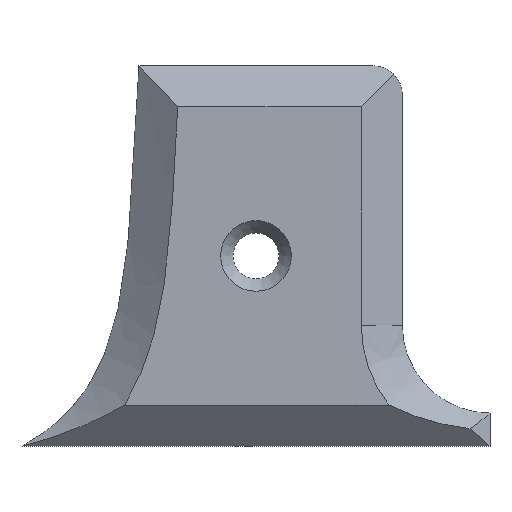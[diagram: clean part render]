
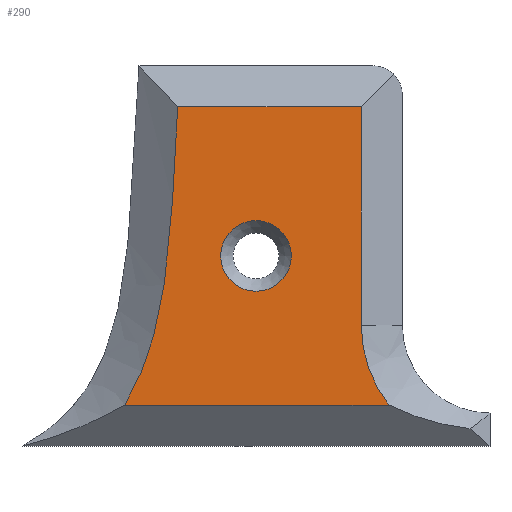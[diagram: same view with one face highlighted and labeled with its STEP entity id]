
A CAD part, top view. The second image highlights one B-rep face of the part: STEP entity #290.
In plain terms, the highlighted planar face has unit normal (0, 0, 1).
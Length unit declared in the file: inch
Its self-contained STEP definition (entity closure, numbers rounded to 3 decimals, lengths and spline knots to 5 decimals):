
#20=B_SPLINE_CURVE_WITH_KNOTS('',3,(#468,#469,#470,#471,#472,#473,#474,
#475),.UNSPECIFIED.,.F.,.F.,(4,1,1,1,1,4),(0.27209,0.28571,
0.42857,0.57143,0.71429,0.93491),
 .UNSPECIFIED.);
#25=FACE_BOUND('',#65,.T.);
#29=PLANE('',#328);
#45=FACE_OUTER_BOUND('',#64,.T.);
#64=EDGE_LOOP('',(#221,#222,#223,#224,#225));
#65=EDGE_LOOP('',(#226));
#86=LINE('',#461,#110);
#87=LINE('',#465,#111);
#88=LINE('',#467,#112);
#110=VECTOR('',#376,0.3937);
#111=VECTOR('',#379,0.3937);
#112=VECTOR('',#380,0.3937);
#132=CIRCLE('',#327,0.30174);
#133=CIRCLE('',#329,1.1);
#145=VERTEX_POINT('',#455);
#146=VERTEX_POINT('',#459);
#147=VERTEX_POINT('',#460);
#148=VERTEX_POINT('',#462);
#149=VERTEX_POINT('',#464);
#150=VERTEX_POINT('',#466);
#172=EDGE_CURVE('',#145,#145,#132,.T.);
#174=EDGE_CURVE('',#146,#147,#86,.T.);
#175=EDGE_CURVE('',#148,#146,#133,.T.);
#176=EDGE_CURVE('',#149,#148,#87,.T.);
#177=EDGE_CURVE('',#150,#149,#88,.T.);
#178=EDGE_CURVE('',#147,#150,#20,.T.);
#221=ORIENTED_EDGE('',*,*,#174,.F.);
#222=ORIENTED_EDGE('',*,*,#175,.F.);
#223=ORIENTED_EDGE('',*,*,#176,.F.);
#224=ORIENTED_EDGE('',*,*,#177,.F.);
#225=ORIENTED_EDGE('',*,*,#178,.F.);
#226=ORIENTED_EDGE('',*,*,#172,.F.);
#290=ADVANCED_FACE('',(#45,#25),#29,.T.);
#327=AXIS2_PLACEMENT_3D('',#456,#371,#372);
#328=AXIS2_PLACEMENT_3D('',#458,#374,#375);
#329=AXIS2_PLACEMENT_3D('',#463,#377,#378);
#371=DIRECTION('center_axis',(0.,0.,1.));
#372=DIRECTION('ref_axis',(1.,0.,0.));
#374=DIRECTION('center_axis',(0.,0.,1.));
#375=DIRECTION('ref_axis',(1.,0.,0.));
#376=DIRECTION('',(-1.,0.,0.));
#377=DIRECTION('center_axis',(0.,0.,1.));
#378=DIRECTION('ref_axis',(-1.,0.,0.));
#379=DIRECTION('',(0.,-1.,0.));
#380=DIRECTION('',(1.,0.,0.));
#455=CARTESIAN_POINT('',(1.69826,-1.625,0.3125));
#456=CARTESIAN_POINT('Origin',(2.,-1.625,0.3125));
#458=CARTESIAN_POINT('Origin',(2.,-1.625,0.3125));
#459=CARTESIAN_POINT('',(3.13733,-2.9,0.3125));
#460=CARTESIAN_POINT('',(0.87675,-2.9,0.3125));
#461=CARTESIAN_POINT('',(1.,-2.9,0.3125));
#462=CARTESIAN_POINT('',(2.9,-2.2175,0.3125));
#463=CARTESIAN_POINT('Origin',(4.,-2.2175,0.3125));
#464=CARTESIAN_POINT('',(2.9,-0.35,0.3125));
#465=CARTESIAN_POINT('',(2.9,-1.92125,0.3125));
#466=CARTESIAN_POINT('',(1.33095,-0.35,0.3125));
#467=CARTESIAN_POINT('',(2.625,-0.35,0.3125));
#468=CARTESIAN_POINT('Ctrl Pts',(0.87681,-2.90004,0.3125));
#469=CARTESIAN_POINT('Ctrl Pts',(0.88507,-2.88668,0.3125));
#470=CARTESIAN_POINT('Ctrl Pts',(0.97798,-2.73213,0.3125));
#471=CARTESIAN_POINT('Ctrl Pts',(1.11062,-2.4135,0.3125));
#472=CARTESIAN_POINT('Ctrl Pts',(1.21799,-1.91166,0.3125));
#473=CARTESIAN_POINT('Ctrl Pts',(1.28691,-1.25511,0.3125));
#474=CARTESIAN_POINT('Ctrl Pts',(1.31178,-0.71212,0.3125));
#475=CARTESIAN_POINT('Ctrl Pts',(1.33098,-0.35,0.3125));
